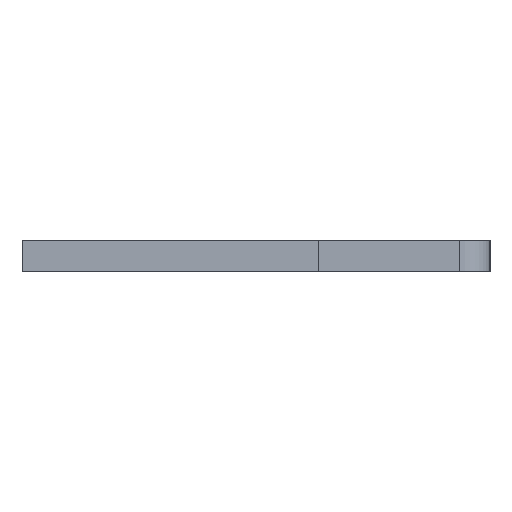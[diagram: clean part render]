
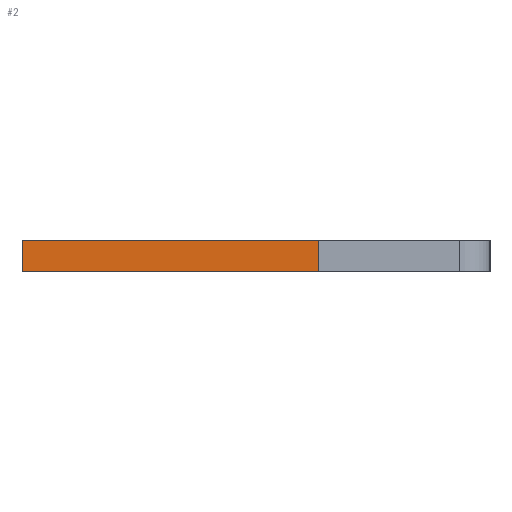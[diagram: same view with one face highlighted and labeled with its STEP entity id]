
A CAD part, left-side view. The second image highlights one B-rep face of the part: STEP entity #2.
In plain terms, the highlighted face is planar.
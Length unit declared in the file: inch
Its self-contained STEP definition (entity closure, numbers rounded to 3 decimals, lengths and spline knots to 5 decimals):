
#2 = ADVANCED_FACE ( 'NONE', ( #1565 ), #2749, .F. ) ;
#18 = DIRECTION ( 'NONE',  ( 0., 1., 0. ) ) ;
#25 = EDGE_LOOP ( 'NONE', ( #788, #1849, #2995, #2086 ) ) ;
#213 = VERTEX_POINT ( 'NONE', #1784 ) ;
#216 = CARTESIAN_POINT ( 'NONE',  ( -0.01, 0.15, -0.04 ) ) ;
#387 = LINE ( 'NONE', #2837, #1563 ) ;
#398 = CARTESIAN_POINT ( 'NONE',  ( -0.01, 0.15, -0.04 ) ) ;
#482 = CARTESIAN_POINT ( 'NONE',  ( 0.01, -0.04, -0.04 ) ) ;
#654 = EDGE_CURVE ( 'NONE', #2952, #2834, #1530, .T. ) ;
#788 = ORIENTED_EDGE ( 'NONE', *, *, #654, .T. ) ;
#858 = DIRECTION ( 'NONE',  ( 0., 1., 0. ) ) ;
#961 = EDGE_CURVE ( 'NONE', #213, #2952, #1874, .T. ) ;
#1114 = EDGE_CURVE ( 'NONE', #213, #2292, #387, .T. ) ;
#1168 = DIRECTION ( 'NONE',  ( -1., 0., 0. ) ) ;
#1238 = CARTESIAN_POINT ( 'NONE',  ( -0.01, -0.04, -0.04 ) ) ;
#1286 = DIRECTION ( 'NONE',  ( 1., 0., 0. ) ) ;
#1317 = DIRECTION ( 'NONE',  ( 0., 0., 1. ) ) ;
#1357 = EDGE_CURVE ( 'NONE', #2292, #2834, #2018, .T. ) ;
#1386 = AXIS2_PLACEMENT_3D ( 'NONE', #2014, #1317, #1286 ) ;
#1468 = CARTESIAN_POINT ( 'NONE',  ( 0.01, 0.15, -0.04 ) ) ;
#1529 = VECTOR ( 'NONE', #1168, 39.37008 ) ;
#1530 = LINE ( 'NONE', #398, #2595 ) ;
#1563 = VECTOR ( 'NONE', #18, 39.37008 ) ;
#1565 = FACE_OUTER_BOUND ( 'NONE', #25, .T. ) ;
#1670 = DIRECTION ( 'NONE',  ( -1., 0., 0. ) ) ;
#1784 = CARTESIAN_POINT ( 'NONE',  ( 0.01, -0.04, -0.04 ) ) ;
#1849 = ORIENTED_EDGE ( 'NONE', *, *, #1357, .F. ) ;
#1874 = LINE ( 'NONE', #482, #1529 ) ;
#2014 = CARTESIAN_POINT ( 'NONE',  ( 0.01, 0.15, -0.04 ) ) ;
#2018 = LINE ( 'NONE', #1468, #2769 ) ;
#2086 = ORIENTED_EDGE ( 'NONE', *, *, #961, .T. ) ;
#2248 = CARTESIAN_POINT ( 'NONE',  ( 0.01, 0.15, -0.04 ) ) ;
#2292 = VERTEX_POINT ( 'NONE', #2248 ) ;
#2595 = VECTOR ( 'NONE', #858, 39.37008 ) ;
#2749 = PLANE ( 'NONE',  #1386 ) ;
#2769 = VECTOR ( 'NONE', #1670, 39.37008 ) ;
#2834 = VERTEX_POINT ( 'NONE', #216 ) ;
#2837 = CARTESIAN_POINT ( 'NONE',  ( 0.01, 0.15, -0.04 ) ) ;
#2952 = VERTEX_POINT ( 'NONE', #1238 ) ;
#2995 = ORIENTED_EDGE ( 'NONE', *, *, #1114, .F. ) ;
